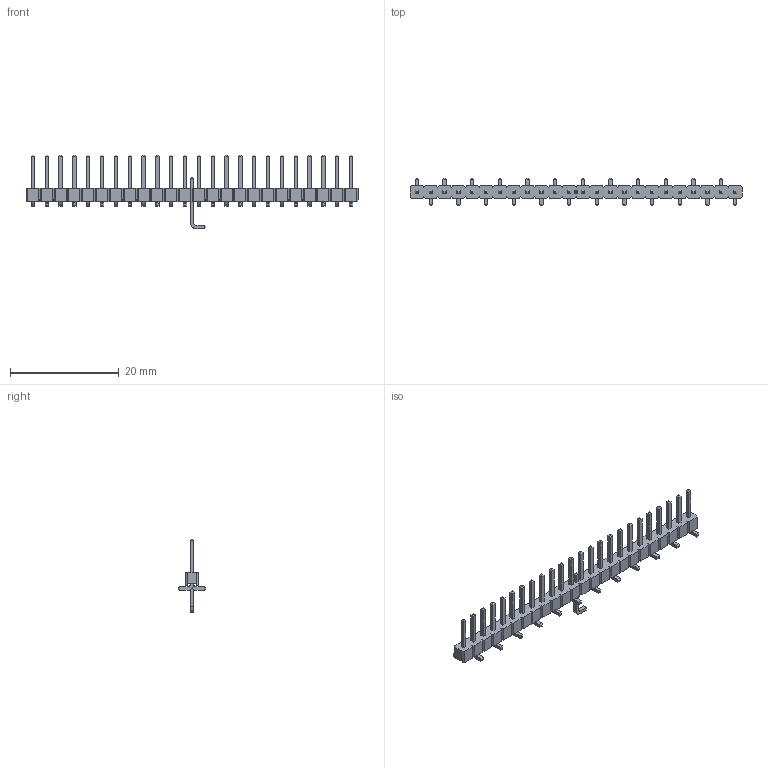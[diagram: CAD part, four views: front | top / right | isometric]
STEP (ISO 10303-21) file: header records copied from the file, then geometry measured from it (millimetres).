
FILE_DESCRIPTION( ( 'Unknown' ), '1' );
FILE_NAME( '61002418221.stp', 'Unknown', ( 'Unknown' ), ( 'Unknown' ), 'PSStep 14.0', 'Unknown', ' ' );
FILE_SCHEMA( ( 'AUTOMOTIVE_DESIGN { 1 0 10303 214 1 1 1 1 }' ) );
Length unit declared in the file: millimetre
Products named in the file (3): Assem1; 6100xx18221_PIN; 61002418221
Bounding box: 60.96 x 5 x 13.45 mm (x, y, z)
Volume: 719.3 mm3; surface area: 2410.1 mm2
Topology: 27 solids, 27 shells, 1130 faces, 3028 edges, 1952 vertices
Faces by surface type: plane 1080, cylinder 50
Entity records: 14798 total; most frequent: CARTESIAN_POINT 2138, ORIENTED_EDGE 2108, DIRECTION 1826, EDGE_CURVE 1054, LINE 1050, VECTOR 1050, VERTEX_POINT 700, EDGE_LOOP 406
